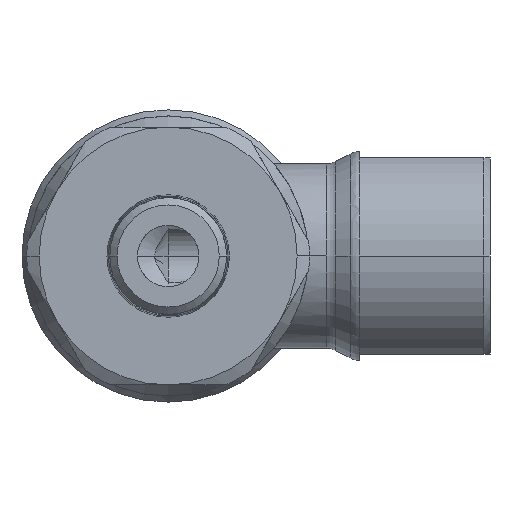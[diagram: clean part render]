
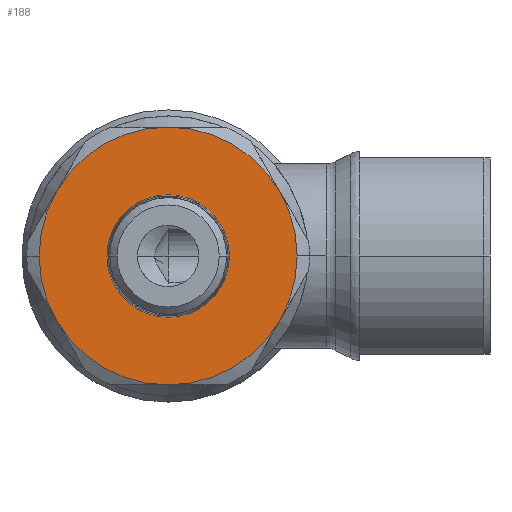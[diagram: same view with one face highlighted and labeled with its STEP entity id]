
A CAD part, front view. The second image highlights one B-rep face of the part: STEP entity #188.
In plain terms, the highlighted planar face has unit normal (0, -1, 0).
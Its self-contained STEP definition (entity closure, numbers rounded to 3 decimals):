
#188=ADVANCED_FACE('',(#490,#491),#492,.T.);
#490=FACE_OUTER_BOUND('',#794,.T.);
#491=FACE_BOUND('',#795,.T.);
#492=PLANE('',#796);
#794=EDGE_LOOP('',(#1894,#1895,#1896,#1897,#1898,#1899,#1900,#1901));
#795=EDGE_LOOP('',(#1902,#1903));
#796=AXIS2_PLACEMENT_3D('',#1904,#1905,#1906);
#1894=ORIENTED_EDGE('',*,*,#2210,.F.);
#1895=ORIENTED_EDGE('',*,*,#2207,.F.);
#1896=ORIENTED_EDGE('',*,*,#2204,.F.);
#1897=ORIENTED_EDGE('',*,*,#2040,.F.);
#1898=ORIENTED_EDGE('',*,*,#2202,.F.);
#1899=ORIENTED_EDGE('',*,*,#2218,.F.);
#1900=ORIENTED_EDGE('',*,*,#2034,.F.);
#1901=ORIENTED_EDGE('',*,*,#2213,.F.);
#1902=ORIENTED_EDGE('',*,*,#2013,.T.);
#1903=ORIENTED_EDGE('',*,*,#2233,.T.);
#1904=CARTESIAN_POINT('',(-4.55,7.9,0.0));
#1905=DIRECTION('',(0.,-1.0,0.0));
#1906=DIRECTION('',(1.0,0.,0.0));
#2013=EDGE_CURVE('',#2431,#2435,#2437,.T.);
#2034=EDGE_CURVE('',#2475,#2478,#2479,.T.);
#2040=EDGE_CURVE('',#2488,#2484,#2490,.T.);
#2202=EDGE_CURVE('',#2751,#2488,#2753,.T.);
#2204=EDGE_CURVE('',#2484,#2755,#2756,.T.);
#2207=EDGE_CURVE('',#2755,#2759,#2760,.T.);
#2210=EDGE_CURVE('',#2759,#2763,#2764,.T.);
#2213=EDGE_CURVE('',#2763,#2475,#2767,.T.);
#2218=EDGE_CURVE('',#2478,#2751,#2772,.T.);
#2233=EDGE_CURVE('',#2435,#2431,#2787,.T.);
#2431=VERTEX_POINT('',#3036);
#2435=VERTEX_POINT('',#3041);
#2437=CIRCLE('',#3044,4.986);
#2475=VERTEX_POINT('',#3112);
#2478=VERTEX_POINT('',#3116);
#2479=CIRCLE('',#3117,10.5);
#2484=VERTEX_POINT('',#3133);
#2488=VERTEX_POINT('',#3138);
#2490=CIRCLE('',#3151,10.5);
#2751=VERTEX_POINT('',#3727);
#2753=CIRCLE('',#3740,10.5);
#2755=VERTEX_POINT('',#3753);
#2756=CIRCLE('',#3754,10.5);
#2759=VERTEX_POINT('',#3779);
#2760=CIRCLE('',#3780,10.5);
#2763=VERTEX_POINT('',#3805);
#2764=CIRCLE('',#3806,10.5);
#2767=CIRCLE('',#3831,10.5);
#2772=CIRCLE('',#3880,10.5);
#2787=CIRCLE('',#3983,4.986);
#3036=CARTESIAN_POINT('',(4.986,7.9,0.0));
#3041=CARTESIAN_POINT('',(-4.986,7.9,0.));
#3044=AXIS2_PLACEMENT_3D('',#4235,#4236,#4237);
#3112=CARTESIAN_POINT('',(10.5,7.9,0.));
#3116=CARTESIAN_POINT('',(9.093,7.9,-5.25));
#3117=AXIS2_PLACEMENT_3D('',#4274,#4275,#4276);
#3133=CARTESIAN_POINT('',(-10.5,7.9,0.));
#3138=CARTESIAN_POINT('',(-9.093,7.9,-5.25));
#3151=AXIS2_PLACEMENT_3D('',#4284,#4285,#4286);
#3727=CARTESIAN_POINT('',(0.0,7.9,-10.5));
#3740=AXIS2_PLACEMENT_3D('',#4635,#4636,#4637);
#3753=CARTESIAN_POINT('',(-9.093,7.9,5.25));
#3754=AXIS2_PLACEMENT_3D('',#4638,#4639,#4640);
#3779=CARTESIAN_POINT('',(0.,7.9,10.5));
#3780=AXIS2_PLACEMENT_3D('',#4641,#4642,#4643);
#3805=CARTESIAN_POINT('',(9.093,7.9,5.25));
#3806=AXIS2_PLACEMENT_3D('',#4644,#4645,#4646);
#3831=AXIS2_PLACEMENT_3D('',#4647,#4648,#4649);
#3880=AXIS2_PLACEMENT_3D('',#4650,#4651,#4652);
#3983=AXIS2_PLACEMENT_3D('',#4671,#4672,#4673);
#4235=CARTESIAN_POINT('',(0.0,7.9,0.0));
#4236=DIRECTION('',(0.,1.0,0.0));
#4237=DIRECTION('',(1.0,0.,0.0));
#4274=CARTESIAN_POINT('',(0.0,7.9,0.0));
#4275=DIRECTION('',(-0.0,1.0,0.0));
#4276=DIRECTION('',(1.0,0.0,0.0));
#4284=CARTESIAN_POINT('',(0.0,7.9,0.0));
#4285=DIRECTION('',(-0.0,1.0,0.0));
#4286=DIRECTION('',(1.0,0.0,0.0));
#4635=CARTESIAN_POINT('',(0.0,7.9,0.0));
#4636=DIRECTION('',(-0.0,1.0,0.0));
#4637=DIRECTION('',(1.0,0.0,0.0));
#4638=CARTESIAN_POINT('',(0.0,7.9,0.0));
#4639=DIRECTION('',(-0.0,1.0,0.0));
#4640=DIRECTION('',(1.0,0.0,0.0));
#4641=CARTESIAN_POINT('',(0.0,7.9,0.0));
#4642=DIRECTION('',(-0.0,1.0,0.0));
#4643=DIRECTION('',(1.0,0.0,0.0));
#4644=CARTESIAN_POINT('',(0.0,7.9,0.0));
#4645=DIRECTION('',(-0.0,1.0,0.0));
#4646=DIRECTION('',(1.0,0.0,0.0));
#4647=CARTESIAN_POINT('',(0.0,7.9,0.0));
#4648=DIRECTION('',(-0.0,1.0,0.0));
#4649=DIRECTION('',(1.0,0.0,0.0));
#4650=CARTESIAN_POINT('',(0.0,7.9,0.0));
#4651=DIRECTION('',(-0.0,1.0,0.0));
#4652=DIRECTION('',(1.0,0.0,0.0));
#4671=CARTESIAN_POINT('',(0.0,7.9,0.0));
#4672=DIRECTION('',(0.,1.0,0.0));
#4673=DIRECTION('',(1.0,0.,0.0));
